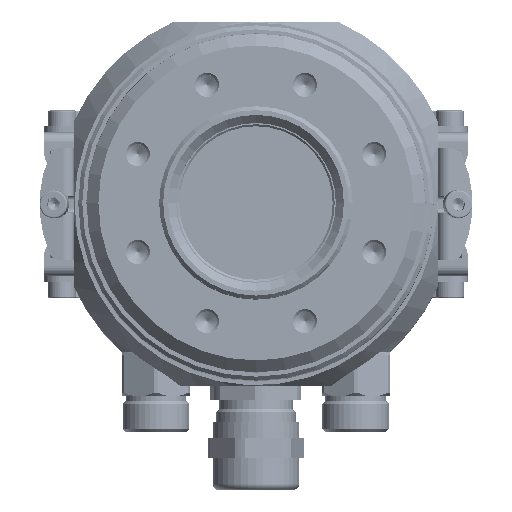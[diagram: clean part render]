
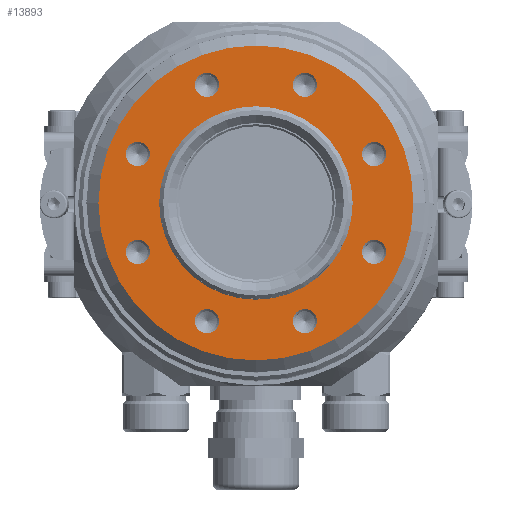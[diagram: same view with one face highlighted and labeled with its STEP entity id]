
A CAD part, top view. The second image highlights one B-rep face of the part: STEP entity #13893.
In plain terms, the highlighted planar face has unit normal (0, 0, 1).
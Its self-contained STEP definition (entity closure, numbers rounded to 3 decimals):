
#13708 = EDGE_CURVE ( 'NONE', #30899, #30899, #29060, .T. ) ;
#13717 = EDGE_CURVE ( 'NONE', #30876, #30876, #29034, .T. ) ;
#13725 = ORIENTED_EDGE ( 'NONE', *, *, #13879, .T. ) ;
#13737 = ORIENTED_EDGE ( 'NONE', *, *, #13892, .F. ) ;
#13875 = EDGE_LOOP ( 'NONE', ( #13882 ) ) ;
#13877 = ORIENTED_EDGE ( 'NONE', *, *, #13913, .F. ) ;
#13878 = EDGE_LOOP ( 'NONE', ( #13725 ) ) ;
#13879 = EDGE_CURVE ( 'NONE', #30801, #30801, #29452, .T. ) ;
#13880 = EDGE_LOOP ( 'NONE', ( #13877 ) ) ;
#13882 = ORIENTED_EDGE ( 'NONE', *, *, #13887, .F. ) ;
#13887 = EDGE_CURVE ( 'NONE', #30799, #30799, #29509, .T. ) ;
#13890 = EDGE_CURVE ( 'NONE', #30797, #30797, #29431, .T. ) ;
#13891 = EDGE_LOOP ( 'NONE', ( #13737 ) ) ;
#13892 = EDGE_CURVE ( 'NONE', #30847, #30847, #29484, .T. ) ;
#13893 = ADVANCED_FACE ( 'NONE', ( #29486, #29513, #29483, #29482, #29559, #29560, #29583, #29582, #29581, #29580 ), #29562, .F. ) ;
#13895 = EDGE_LOOP ( 'NONE', ( #13912 ) ) ;
#13899 = EDGE_CURVE ( 'NONE', #30844, #30844, #29603, .T. ) ;
#13900 = EDGE_LOOP ( 'NONE', ( #13901 ) ) ;
#13901 = ORIENTED_EDGE ( 'NONE', *, *, #13890, .F. ) ;
#13902 = EDGE_LOOP ( 'NONE', ( #13904 ) ) ;
#13903 = ORIENTED_EDGE ( 'NONE', *, *, #13899, .F. ) ;
#13904 = ORIENTED_EDGE ( 'NONE', *, *, #13717, .F. ) ;
#13905 = EDGE_CURVE ( 'NONE', #30841, #30841, #29550, .T. ) ;
#13906 = EDGE_LOOP ( 'NONE', ( #13903 ) ) ;
#13907 = EDGE_LOOP ( 'NONE', ( #13908 ) ) ;
#13908 = ORIENTED_EDGE ( 'NONE', *, *, #13708, .F. ) ;
#13909 = EDGE_LOOP ( 'NONE', ( #13911 ) ) ;
#13910 = EDGE_CURVE ( 'NONE', #30839, #30839, #29529, .T. ) ;
#13911 = ORIENTED_EDGE ( 'NONE', *, *, #13905, .F. ) ;
#13912 = ORIENTED_EDGE ( 'NONE', *, *, #13910, .F. ) ;
#13913 = EDGE_CURVE ( 'NONE', #30842, #30842, #29591, .T. ) ;
#28994 = CARTESIAN_POINT ( 'NONE',  ( -29.564, 12.246, 0. ) ) ;
#29034 = CIRCLE ( 'NONE', #29050, 3.025 ) ;
#29048 = DIRECTION ( 'NONE',  ( 1., 0., 0. ) ) ;
#29049 = DIRECTION ( 'NONE',  ( 0., 0., 1. ) ) ;
#29050 = AXIS2_PLACEMENT_3D ( 'NONE', #29120, #29049, #29048 ) ;
#29060 = CIRCLE ( 'NONE', #29167, 3.025 ) ;
#29120 = CARTESIAN_POINT ( 'NONE',  ( -12.246, -29.564, 0. ) ) ;
#29165 = DIRECTION ( 'NONE',  ( 1., 0., 0. ) ) ;
#29166 = DIRECTION ( 'NONE',  ( 0., 0., 1. ) ) ;
#29167 = AXIS2_PLACEMENT_3D ( 'NONE', #28994, #29166, #29165 ) ;
#29431 = CIRCLE ( 'NONE', #29512, 3.025 ) ;
#29432 = DIRECTION ( 'NONE',  ( 1., 0., 0. ) ) ;
#29433 = DIRECTION ( 'NONE',  ( 0., 0., 1. ) ) ;
#29434 = AXIS2_PLACEMENT_3D ( 'NONE', #29451, #29433, #29432 ) ;
#29451 = CARTESIAN_POINT ( 'NONE',  ( 0., 0., 0. ) ) ;
#29452 = CIRCLE ( 'NONE', #29434, 39.4 ) ;
#29453 = AXIS2_PLACEMENT_3D ( 'NONE', #29558, #29605, #29604 ) ;
#29461 = AXIS2_PLACEMENT_3D ( 'NONE', #29507, #29506, #29505 ) ;
#29480 = DIRECTION ( 'NONE',  ( 1., 0., 0. ) ) ;
#29481 = DIRECTION ( 'NONE',  ( 0., 0., 1. ) ) ;
#29482 = FACE_BOUND ( 'NONE', #13906, .T. ) ;
#29483 = FACE_BOUND ( 'NONE', #13902, .T. ) ;
#29484 = CIRCLE ( 'NONE', #29557, 3.025 ) ;
#29485 = CARTESIAN_POINT ( 'NONE',  ( 12.246, -29.564, 0. ) ) ;
#29486 = FACE_BOUND ( 'NONE', #13891, .T. ) ;
#29505 = DIRECTION ( 'NONE',  ( 1., 0., 0. ) ) ;
#29506 = DIRECTION ( 'NONE',  ( 0., 0., 1. ) ) ;
#29507 = CARTESIAN_POINT ( 'NONE',  ( 0., 0., 0. ) ) ;
#29509 = CIRCLE ( 'NONE', #29461, 24.2 ) ;
#29512 = AXIS2_PLACEMENT_3D ( 'NONE', #29485, #29481, #29480 ) ;
#29513 = FACE_BOUND ( 'NONE', #13900, .T. ) ;
#29529 = CIRCLE ( 'NONE', #29595, 3.025 ) ;
#29535 = CARTESIAN_POINT ( 'NONE',  ( -29.564, -12.246, 0. ) ) ;
#29538 = DIRECTION ( 'NONE',  ( 0., 0., 1. ) ) ;
#29539 = CARTESIAN_POINT ( 'NONE',  ( -12.246, 29.564, 0. ) ) ;
#29548 = DIRECTION ( 'NONE',  ( 1., 0., 0. ) ) ;
#29549 = AXIS2_PLACEMENT_3D ( 'NONE', #29535, #29538, #29548 ) ;
#29550 = CIRCLE ( 'NONE', #29578, 3.025 ) ;
#29555 = DIRECTION ( 'NONE',  ( 1., 0., 0. ) ) ;
#29556 = DIRECTION ( 'NONE',  ( 0., 0., 1. ) ) ;
#29557 = AXIS2_PLACEMENT_3D ( 'NONE', #29561, #29556, #29555 ) ;
#29558 = CARTESIAN_POINT ( 'NONE',  ( 0., 39.4, 0. ) ) ;
#29559 = FACE_BOUND ( 'NONE', #13907, .T. ) ;
#29560 = FACE_BOUND ( 'NONE', #13909, .T. ) ;
#29561 = CARTESIAN_POINT ( 'NONE',  ( 29.564, -12.246, 0. ) ) ;
#29562 = PLANE ( 'NONE',  #29453 ) ;
#29576 = DIRECTION ( 'NONE',  ( 1., 0., 0. ) ) ;
#29577 = DIRECTION ( 'NONE',  ( 0., 0., 1. ) ) ;
#29578 = AXIS2_PLACEMENT_3D ( 'NONE', #29539, #29577, #29576 ) ;
#29580 = FACE_OUTER_BOUND ( 'NONE', #13878, .T. ) ;
#29581 = FACE_BOUND ( 'NONE', #13875, .T. ) ;
#29582 = FACE_BOUND ( 'NONE', #13880, .T. ) ;
#29583 = FACE_BOUND ( 'NONE', #13895, .T. ) ;
#29587 = DIRECTION ( 'NONE',  ( 1., 0., 0. ) ) ;
#29588 = DIRECTION ( 'NONE',  ( 0., 0., 1. ) ) ;
#29589 = CARTESIAN_POINT ( 'NONE',  ( 29.564, 12.246, 0. ) ) ;
#29591 = CIRCLE ( 'NONE', #29596, 3.025 ) ;
#29592 = DIRECTION ( 'NONE',  ( 1., 0., 0. ) ) ;
#29593 = DIRECTION ( 'NONE',  ( 0., 0., 1. ) ) ;
#29594 = CARTESIAN_POINT ( 'NONE',  ( 12.246, 29.564, 0. ) ) ;
#29595 = AXIS2_PLACEMENT_3D ( 'NONE', #29594, #29593, #29592 ) ;
#29596 = AXIS2_PLACEMENT_3D ( 'NONE', #29589, #29588, #29587 ) ;
#29603 = CIRCLE ( 'NONE', #29549, 3.025 ) ;
#29604 = DIRECTION ( 'NONE',  ( -1., 0., 0. ) ) ;
#29605 = DIRECTION ( 'NONE',  ( 0., 0., -1. ) ) ;
#30797 = VERTEX_POINT ( 'NONE', #30849 ) ;
#30798 = CARTESIAN_POINT ( 'NONE',  ( 24.2, 0., 0. ) ) ;
#30799 = VERTEX_POINT ( 'NONE', #30798 ) ;
#30800 = CARTESIAN_POINT ( 'NONE',  ( 39.4, 0., 0. ) ) ;
#30801 = VERTEX_POINT ( 'NONE', #30800 ) ;
#30837 = CARTESIAN_POINT ( 'NONE',  ( 32.589, 12.246, 0. ) ) ;
#30838 = CARTESIAN_POINT ( 'NONE',  ( 15.271, 29.564, 0. ) ) ;
#30839 = VERTEX_POINT ( 'NONE', #30838 ) ;
#30840 = CARTESIAN_POINT ( 'NONE',  ( -9.221, 29.564, 0. ) ) ;
#30841 = VERTEX_POINT ( 'NONE', #30840 ) ;
#30842 = VERTEX_POINT ( 'NONE', #30837 ) ;
#30843 = CARTESIAN_POINT ( 'NONE',  ( -26.539, -12.246, 0. ) ) ;
#30844 = VERTEX_POINT ( 'NONE', #30843 ) ;
#30846 = CARTESIAN_POINT ( 'NONE',  ( 32.589, -12.246, 0. ) ) ;
#30847 = VERTEX_POINT ( 'NONE', #30846 ) ;
#30849 = CARTESIAN_POINT ( 'NONE',  ( 15.271, -29.564, 0. ) ) ;
#30875 = CARTESIAN_POINT ( 'NONE',  ( -9.221, -29.564, 0. ) ) ;
#30876 = VERTEX_POINT ( 'NONE', #30875 ) ;
#30882 = CARTESIAN_POINT ( 'NONE',  ( -26.539, 12.246, 0. ) ) ;
#30899 = VERTEX_POINT ( 'NONE', #30882 ) ;
